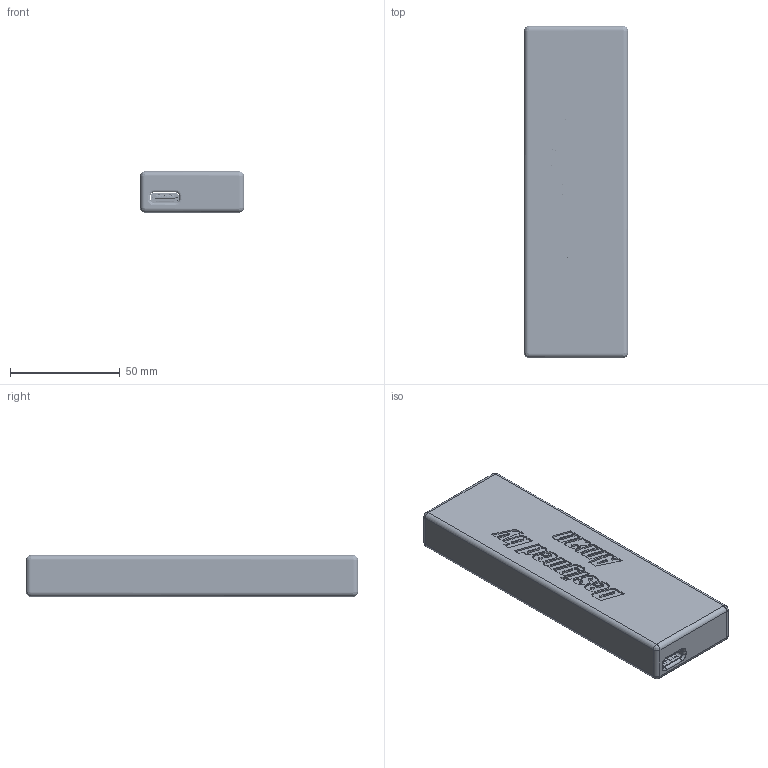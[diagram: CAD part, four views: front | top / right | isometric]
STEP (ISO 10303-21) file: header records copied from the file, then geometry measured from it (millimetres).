
FILE_DESCRIPTION(('FreeCAD Model'),'2;1');
FILE_NAME('Open CASCADE Shape Model','2025-05-29T05:51:30',('FreeCAD'),( 'FreeCAD'),'Open CASCADE STEP processor 7.6','FreeCAD','Unknown');
FILE_SCHEMA(('AUTOMOTIVE_DESIGN { 1 0 10303 214 1 1 1 1 }'));
Products named in the file (1): Open CASCADE STEP translator 7.6 1
Bounding box: 47.27 x 151.15 x 18.83 mm (x, y, z)
Volume: 60369.4 mm3; surface area: 72333.7 mm2
Topology: 151 solids, 151 shells, 11769 faces, 33203 edges, 21550 vertices
Faces by surface type: bspline 11769
Entity records: 378064 total; most frequent: CARTESIAN_POINT 181847, ORIENTED_EDGE 66310, EDGE_CURVE 33155, B_SPLINE_CURVE_WITH_KNOTS 28790, VERTEX_POINT 21550, FACE_BOUND 12349, EDGE_LOOP 12349, ADVANCED_FACE 11769
